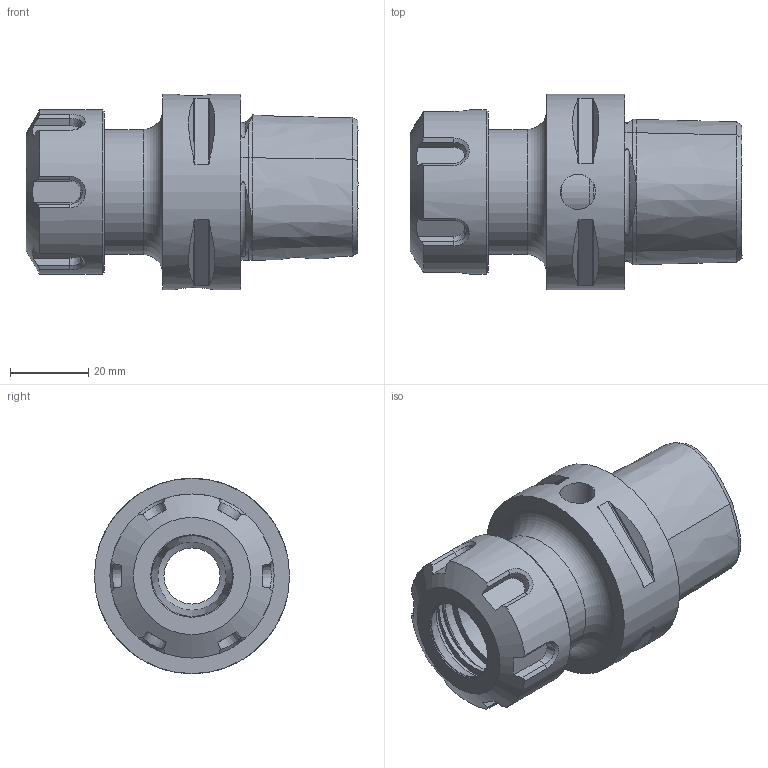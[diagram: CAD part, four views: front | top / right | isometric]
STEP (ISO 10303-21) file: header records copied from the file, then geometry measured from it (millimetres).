
FILE_DESCRIPTION(/* description */ (''),/* implementation_level */ '2;1');
FILE_NAME(/* name */ '05_16_20.stp',/* time_stamp */ '2022-05-25T14:09:20+02:00',/* author */ ('cad'),/* organization */ (''),/* preprocessor_version */ 'ST-DEVELOPER v18.1',/* originating_system */ 'Autodesk Inventor 2021',/* authorisation */ '');
FILE_SCHEMA (('AUTOMOTIVE_DESIGN { 1 0 10303 214 3 1 1 }'));
Length unit declared in the file: inch
Products named in the file (1): 05_16_20_Shrinkwrap_1
Bounding box: 85 x 50 x 50 mm (x, y, z)
Volume: 76240.8 mm3; surface area: 22124.7 mm2
Topology: 1 solids, 1 shells, 160 faces, 429 edges, 284 vertices
Faces by surface type: plane 57, bspline 38, cone 31, cylinder 29, torus 5
Full cylindrical faces by diameter (mm): 5 x1, 6.1 x2, 9 x1, 10 x1, 14.376 x1, 16.3 x1, 17.5 x1, 20.7 x1, 21 x2, 24 x1, 25.75 x1, 30.376 x1, 32 x1, 32.5 x1, 42 x1, 50 x1
Entity records: 6760 total; most frequent: CARTESIAN_POINT 2872, ORIENTED_EDGE 852, DIRECTION 642, EDGE_CURVE 426, VERTEX_POINT 284, AXIS2_PLACEMENT_3D 271, EDGE_LOOP 180, STYLED_ITEM 161
